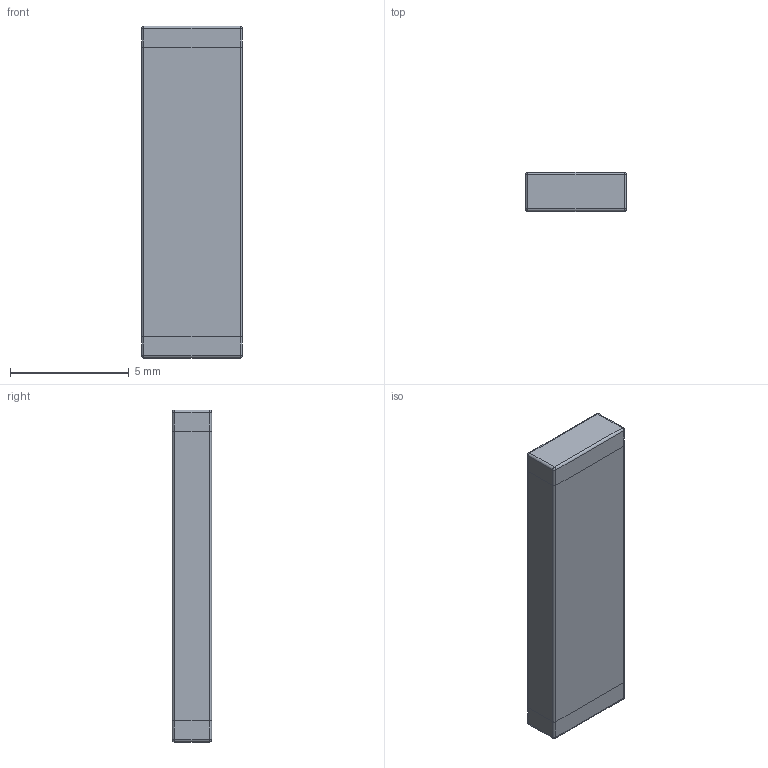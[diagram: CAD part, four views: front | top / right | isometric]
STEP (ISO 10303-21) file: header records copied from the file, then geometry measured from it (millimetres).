
FILE_DESCRIPTION (( 'STEP AP214' ), '1' );
FILE_NAME ('433MHz 1404.STEP', '2013-05-29T14:52:21', ( '' ), ( '' ), 'SwSTEP 2.0', 'SolidWorks 2012', '' );
FILE_SCHEMA (( 'AUTOMOTIVE_DESIGN' ));
Length unit declared in the file: millimetre
Products named in the file (3): 錨璃7; 1; 433MHz 1404
Assembly tree (2 placements, depth 2):
  433MHz 1404
    1
    錨璃7
Bounding box: 4.25 x 1.65 x 14 mm (x, y, z)
Volume: 98 mm3; surface area: 203.8 mm2
Topology: 3 solids, 3 shells, 46 faces, 104 edges, 56 vertices
Faces by surface type: cylinder 20, plane 18, sphere 8
Entity records: 1327 total; most frequent: DIRECTION 238, CARTESIAN_POINT 203, ORIENTED_EDGE 192, EDGE_CURVE 96, AXIS2_PLACEMENT_3D 91, VECTOR 56, LINE 56, VERTEX_POINT 56
